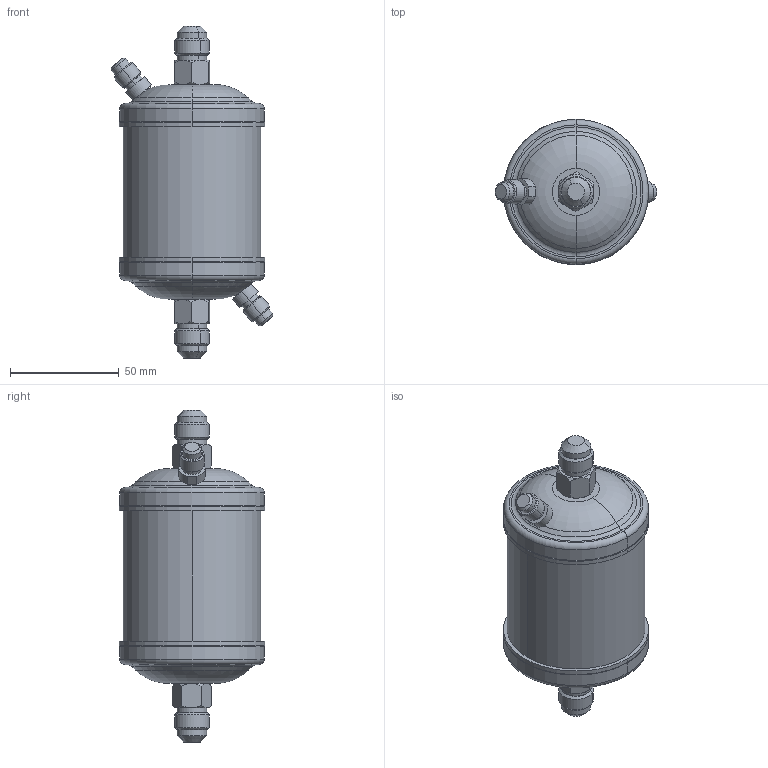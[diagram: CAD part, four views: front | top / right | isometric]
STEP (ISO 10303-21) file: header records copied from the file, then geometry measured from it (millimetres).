
FILE_DESCRIPTION (( 'STEP AP203' ), '1' );
FILE_NAME ('023Z1054R - DAS 083VV.STEP', '2023-05-29T06:24:58', ( '' ), ( '' ), 'SwSTEP 2.0', 'SolidWorks 2020', '' );
FILE_SCHEMA (( 'CONFIG_CONTROL_DESIGN' ));
Length unit declared in the file: millimetre
Products named in the file (1): 023Z1054R - DAS 083VV
Bounding box: 74.42 x 67 x 153 mm (x, y, z)
Volume: 308293.2 mm3; surface area: 28644 mm2
Topology: 1 solids, 1 shells, 154 faces, 334 edges, 200 vertices
Faces by surface type: cone 52, cylinder 46, plane 40, torus 16
Entity records: 4577 total; most frequent: CARTESIAN_POINT 1135, DIRECTION 752, ORIENTED_EDGE 668, EDGE_CURVE 334, AXIS2_PLACEMENT_3D 327, VERTEX_POINT 200, CIRCLE 172, EDGE_LOOP 172
